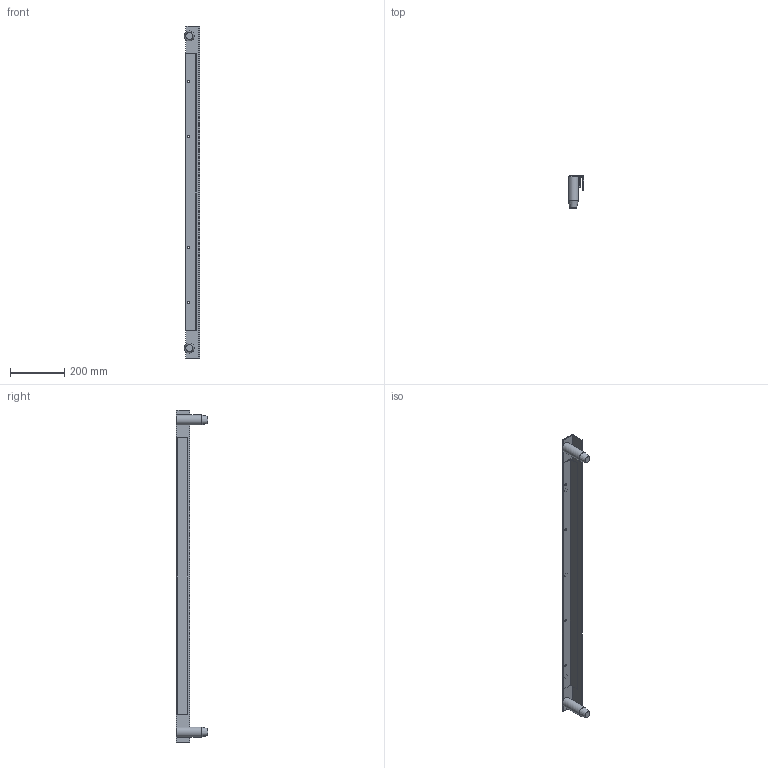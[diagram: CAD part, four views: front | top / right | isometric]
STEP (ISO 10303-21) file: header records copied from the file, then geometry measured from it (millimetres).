
FILE_DESCRIPTION(/* description */ (''),/* implementation_level */ '2;1');
FILE_NAME(/* name */ 'GE-18015.iam.stp',/* time_stamp */ '2018-01-01T11:22:37-08:00',/* author */ ('PhillipD'),/* organization */ (''),/* preprocessor_version */ 'ST-DEVELOPER v16.13',/* originating_system */ 'Autodesk Inventor 2018',/* authorisation */ '');
FILE_SCHEMA (('AUTOMOTIVE_DESIGN { 1 0 10303 214 3 1 1 }'));
Length unit declared in the file: inch
Products named in the file (4): GE-18015; GE-18015-01; GE-18015-03; GE-18015-02
Assembly tree (4 placements, depth 2):
  GE-18015
    GE-18015-01
    GE-18015-03
    GE-18015-02  x2
Bounding box: 56.36 x 117.47 x 1219.2 mm (x, y, z)
Volume: 836976.7 mm3; surface area: 430882.3 mm2
Topology: 4 solids, 4 shells, 37 faces, 87 edges, 58 vertices
Faces by surface type: plane 20, cylinder 15, cone 2
Full cylindrical faces by diameter (mm): 7.937 x7, 7.938 x1, 15.875 x5, 36.512 x2
Entity records: 1103 total; most frequent: DIRECTION 176, CARTESIAN_POINT 159, ORIENTED_EDGE 130, EDGE_LOOP 74, AXIS2_PLACEMENT_3D 70, EDGE_CURVE 65, VERTEX_POINT 53, FACE_BOUND 41
